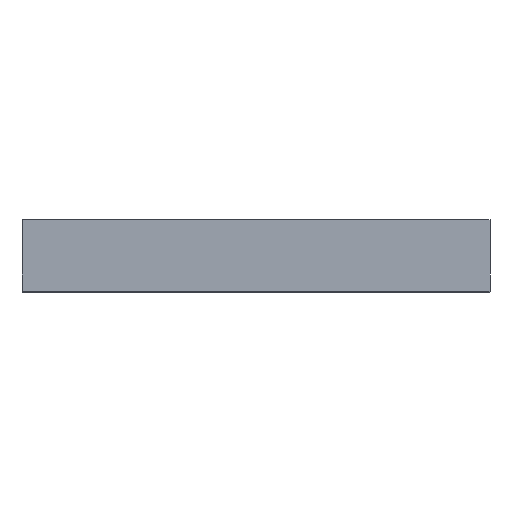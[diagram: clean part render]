
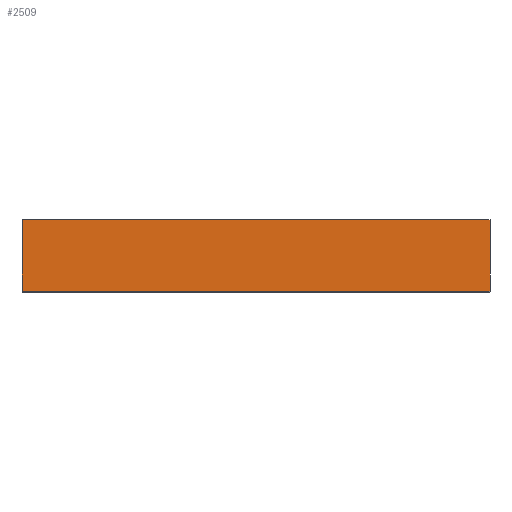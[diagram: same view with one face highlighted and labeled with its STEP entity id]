
A CAD part, top view. The second image highlights one B-rep face of the part: STEP entity #2509.
In plain terms, the highlighted face is planar.
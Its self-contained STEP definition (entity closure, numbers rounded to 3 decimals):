
#65=PLANE('',#2666);
#203=FACE_OUTER_BOUND('',#342,.T.);
#342=EDGE_LOOP('',(#2245,#2246,#2247,#2248));
#673=LINE('',#7194,#817);
#722=LINE('',#10346,#866);
#727=LINE('',#10355,#871);
#728=LINE('',#10357,#872);
#817=VECTOR('',#2973,10.);
#866=VECTOR('',#3086,10.);
#871=VECTOR('',#3095,10.);
#872=VECTOR('',#3098,10.);
#1081=VERTEX_POINT('',#7192);
#1082=VERTEX_POINT('',#7193);
#1126=VERTEX_POINT('',#10344);
#1128=VERTEX_POINT('',#10353);
#1417=EDGE_CURVE('',#1081,#1082,#673,.T.);
#1506=EDGE_CURVE('',#1126,#1081,#722,.T.);
#1511=EDGE_CURVE('',#1128,#1082,#727,.T.);
#1512=EDGE_CURVE('',#1126,#1128,#728,.T.);
#2245=ORIENTED_EDGE('',*,*,#1512,.T.);
#2246=ORIENTED_EDGE('',*,*,#1511,.T.);
#2247=ORIENTED_EDGE('',*,*,#1417,.F.);
#2248=ORIENTED_EDGE('',*,*,#1506,.F.);
#2509=ADVANCED_FACE('',(#203),#65,.T.);
#2666=AXIS2_PLACEMENT_3D('',#10356,#3096,#3097);
#2973=DIRECTION('',(-1.,0.,0.));
#3086=DIRECTION('',(0.,1.,0.));
#3095=DIRECTION('',(0.,1.,0.));
#3096=DIRECTION('center_axis',(0.,0.,-1.));
#3097=DIRECTION('ref_axis',(-1.,0.,0.));
#3098=DIRECTION('',(-1.,0.,0.));
#7192=CARTESIAN_POINT('',(18.,44.2,-38.134));
#7193=CARTESIAN_POINT('',(-18.,44.2,-38.134));
#7194=CARTESIAN_POINT('',(18.,44.2,-38.134));
#10344=CARTESIAN_POINT('',(18.,38.7,-38.134));
#10346=CARTESIAN_POINT('',(18.,38.7,-38.134));
#10353=CARTESIAN_POINT('',(-18.,38.7,-38.134));
#10355=CARTESIAN_POINT('',(-18.,38.7,-38.134));
#10356=CARTESIAN_POINT('Origin',(18.,38.7,-38.134));
#10357=CARTESIAN_POINT('',(18.,38.7,-38.134));
